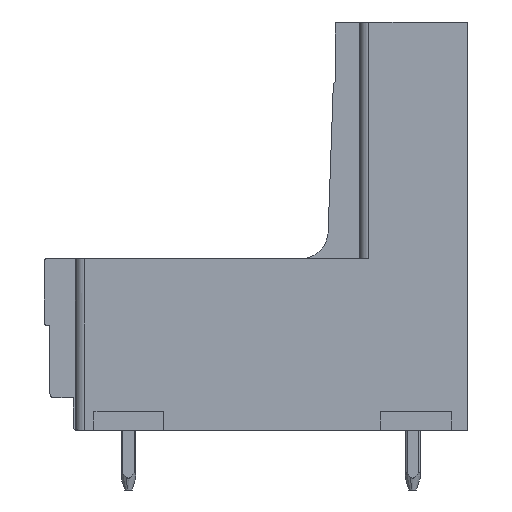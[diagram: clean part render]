
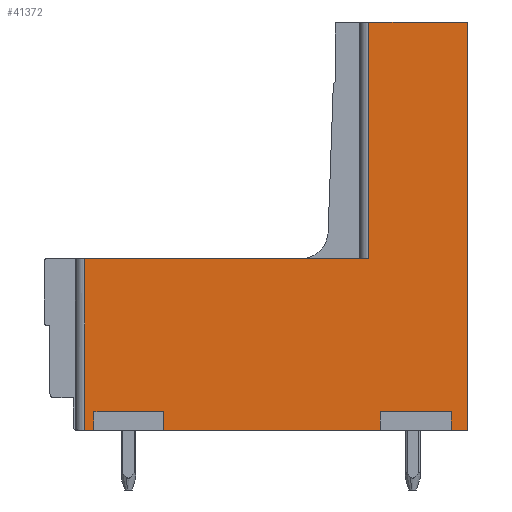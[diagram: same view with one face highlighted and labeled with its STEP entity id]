
A CAD part, left-side view. The second image highlights one B-rep face of the part: STEP entity #41372.
In plain terms, the highlighted planar face has unit normal (-1, 0, 0).
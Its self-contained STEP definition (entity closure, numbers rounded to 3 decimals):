
#41311=AXIS2_PLACEMENT_3D('Plane Axis2P3D',#41308,#41309,#41310) ;
#194=CARTESIAN_POINT('Vertex',(0.,0.,3.2)) ;
#197=CARTESIAN_POINT('Line Origine',(0.,0.435,3.2)) ;
#201=CARTESIAN_POINT('Vertex',(0.,0.87,3.2)) ;
#250=CARTESIAN_POINT('Vertex',(0.,4.69,3.2)) ;
#253=CARTESIAN_POINT('Line Origine',(0.,10.495,3.2)) ;
#257=CARTESIAN_POINT('Vertex',(0.,16.3,3.2)) ;
#278=CARTESIAN_POINT('Vertex',(0.,20.04,3.2)) ;
#281=CARTESIAN_POINT('Line Origine',(0.,20.29,3.2)) ;
#285=CARTESIAN_POINT('Vertex',(0.,20.54,3.2)) ;
#36214=CARTESIAN_POINT('Vertex',(0.,5.3,25.1)) ;
#36217=CARTESIAN_POINT('Line Origine',(0.,2.65,25.1)) ;
#36221=CARTESIAN_POINT('Vertex',(0.,0.,25.1)) ;
#40542=CARTESIAN_POINT('Line Origine',(0.,0.,14.15)) ;
#41228=CARTESIAN_POINT('Line Origine',(0.,20.54,14.15)) ;
#41232=CARTESIAN_POINT('Vertex',(0.,20.54,12.4)) ;
#41293=CARTESIAN_POINT('Vertex',(0.,5.3,12.4)) ;
#41296=CARTESIAN_POINT('Line Origine',(0.,5.3,14.15)) ;
#41308=CARTESIAN_POINT('Axis2P3D Location',(0.,0.,0.)) ;
#41313=CARTESIAN_POINT('Line Origine',(0.,12.92,12.4)) ;
#41318=CARTESIAN_POINT('Line Origine',(0.,20.04,3.7)) ;
#41322=CARTESIAN_POINT('Vertex',(0.,20.04,4.2)) ;
#41325=CARTESIAN_POINT('Line Origine',(0.,18.17,4.2)) ;
#41329=CARTESIAN_POINT('Vertex',(0.,16.3,4.2)) ;
#41332=CARTESIAN_POINT('Line Origine',(0.,16.3,3.7)) ;
#41337=CARTESIAN_POINT('Line Origine',(0.,4.69,3.7)) ;
#41341=CARTESIAN_POINT('Vertex',(0.,4.69,4.2)) ;
#41344=CARTESIAN_POINT('Line Origine',(0.,2.78,4.2)) ;
#41348=CARTESIAN_POINT('Vertex',(0.,0.87,4.2)) ;
#41351=CARTESIAN_POINT('Line Origine',(0.,0.87,3.7)) ;
#198=DIRECTION('Vector Direction',(0.,1.,0.)) ;
#254=DIRECTION('Vector Direction',(0.,1.,0.)) ;
#282=DIRECTION('Vector Direction',(0.,1.,0.)) ;
#36218=DIRECTION('Vector Direction',(0.,-1.,0.)) ;
#40543=DIRECTION('Vector Direction',(0.,0.,-1.)) ;
#41229=DIRECTION('Vector Direction',(0.,0.,1.)) ;
#41297=DIRECTION('Vector Direction',(0.,0.,1.)) ;
#41309=DIRECTION('Axis2P3D Direction',(-1.,0.,0.)) ;
#41310=DIRECTION('Axis2P3D XDirection',(0.,0.,1.)) ;
#41314=DIRECTION('Vector Direction',(0.,-1.,0.)) ;
#41319=DIRECTION('Vector Direction',(0.,0.,-1.)) ;
#41326=DIRECTION('Vector Direction',(0.,-1.,0.)) ;
#41333=DIRECTION('Vector Direction',(0.,0.,1.)) ;
#41338=DIRECTION('Vector Direction',(0.,0.,-1.)) ;
#41345=DIRECTION('Vector Direction',(0.,-1.,0.)) ;
#41352=DIRECTION('Vector Direction',(0.,0.,1.)) ;
#199=VECTOR('Line Direction',#198,1.) ;
#255=VECTOR('Line Direction',#254,1.) ;
#283=VECTOR('Line Direction',#282,1.) ;
#36219=VECTOR('Line Direction',#36218,1.) ;
#40544=VECTOR('Line Direction',#40543,1.) ;
#41230=VECTOR('Line Direction',#41229,1.) ;
#41298=VECTOR('Line Direction',#41297,1.) ;
#41315=VECTOR('Line Direction',#41314,1.) ;
#41320=VECTOR('Line Direction',#41319,1.) ;
#41327=VECTOR('Line Direction',#41326,1.) ;
#41334=VECTOR('Line Direction',#41333,1.) ;
#41339=VECTOR('Line Direction',#41338,1.) ;
#41346=VECTOR('Line Direction',#41345,1.) ;
#41353=VECTOR('Line Direction',#41352,1.) ;
#41357=ORIENTED_EDGE('',*,*,#41317,.F.) ;
#41358=ORIENTED_EDGE('',*,*,#41234,.T.) ;
#41359=ORIENTED_EDGE('',*,*,#287,.T.) ;
#41360=ORIENTED_EDGE('',*,*,#41324,.T.) ;
#41361=ORIENTED_EDGE('',*,*,#41331,.T.) ;
#41362=ORIENTED_EDGE('',*,*,#41336,.T.) ;
#41363=ORIENTED_EDGE('',*,*,#259,.T.) ;
#41364=ORIENTED_EDGE('',*,*,#41343,.T.) ;
#41365=ORIENTED_EDGE('',*,*,#41350,.T.) ;
#41366=ORIENTED_EDGE('',*,*,#41355,.T.) ;
#41367=ORIENTED_EDGE('',*,*,#203,.T.) ;
#41368=ORIENTED_EDGE('',*,*,#40546,.T.) ;
#41369=ORIENTED_EDGE('',*,*,#36223,.T.) ;
#41370=ORIENTED_EDGE('',*,*,#41300,.T.) ;
#41372=ADVANCED_FACE('HOUSING',(#41371),#41312,.T.) ;
#203=EDGE_CURVE('',#202,#195,#200,.F.) ;
#259=EDGE_CURVE('',#258,#251,#256,.F.) ;
#287=EDGE_CURVE('',#286,#279,#284,.F.) ;
#36223=EDGE_CURVE('',#36222,#36215,#36220,.F.) ;
#40546=EDGE_CURVE('',#195,#36222,#40545,.F.) ;
#41234=EDGE_CURVE('',#41233,#286,#41231,.F.) ;
#41300=EDGE_CURVE('',#36215,#41294,#41299,.F.) ;
#41317=EDGE_CURVE('',#41233,#41294,#41316,.T.) ;
#41324=EDGE_CURVE('',#279,#41323,#41321,.F.) ;
#41331=EDGE_CURVE('',#41323,#41330,#41328,.T.) ;
#41336=EDGE_CURVE('',#41330,#258,#41335,.F.) ;
#41343=EDGE_CURVE('',#251,#41342,#41340,.F.) ;
#41350=EDGE_CURVE('',#41342,#41349,#41347,.T.) ;
#41355=EDGE_CURVE('',#41349,#202,#41354,.F.) ;
#41356=EDGE_LOOP('',(#41357,#41358,#41359,#41360,#41361,#41362,#41363,#41364,#41365,#41366,#41367,#41368,#41369,#41370)) ;
#41371=FACE_OUTER_BOUND('',#41356,.T.) ;
#200=LINE('Line',#197,#199) ;
#256=LINE('Line',#253,#255) ;
#284=LINE('Line',#281,#283) ;
#36220=LINE('Line',#36217,#36219) ;
#40545=LINE('Line',#40542,#40544) ;
#41231=LINE('Line',#41228,#41230) ;
#41299=LINE('Line',#41296,#41298) ;
#41316=LINE('Line',#41313,#41315) ;
#41321=LINE('Line',#41318,#41320) ;
#41328=LINE('Line',#41325,#41327) ;
#41335=LINE('Line',#41332,#41334) ;
#41340=LINE('Line',#41337,#41339) ;
#41347=LINE('Line',#41344,#41346) ;
#41354=LINE('Line',#41351,#41353) ;
#41312=PLANE('',#41311) ;
#195=VERTEX_POINT('',#194) ;
#202=VERTEX_POINT('',#201) ;
#251=VERTEX_POINT('',#250) ;
#258=VERTEX_POINT('',#257) ;
#279=VERTEX_POINT('',#278) ;
#286=VERTEX_POINT('',#285) ;
#36215=VERTEX_POINT('',#36214) ;
#36222=VERTEX_POINT('',#36221) ;
#41233=VERTEX_POINT('',#41232) ;
#41294=VERTEX_POINT('',#41293) ;
#41323=VERTEX_POINT('',#41322) ;
#41330=VERTEX_POINT('',#41329) ;
#41342=VERTEX_POINT('',#41341) ;
#41349=VERTEX_POINT('',#41348) ;
